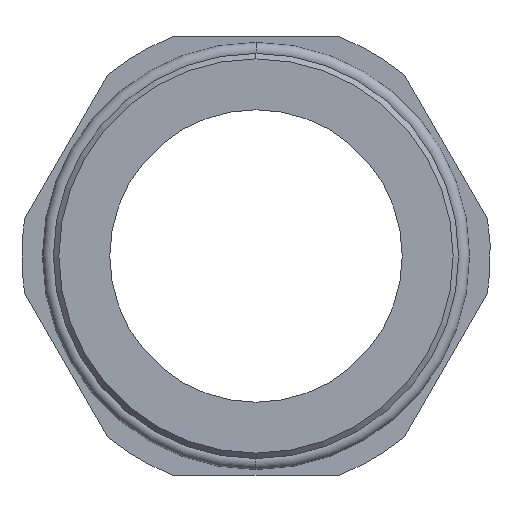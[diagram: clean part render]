
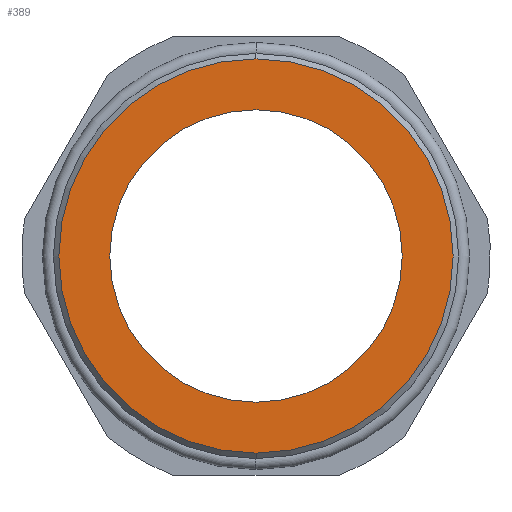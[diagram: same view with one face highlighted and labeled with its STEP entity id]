
A CAD part, front view. The second image highlights one B-rep face of the part: STEP entity #389.
In plain terms, the highlighted planar face has unit normal (0, -1, 0).
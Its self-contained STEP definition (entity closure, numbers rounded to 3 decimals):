
#48 = FACE_OUTER_BOUND ( 'NONE', #130, .T. ) ;
#60 = AXIS2_PLACEMENT_3D ( 'NONE', #796, #797, #798 ) ;
#62 = FACE_BOUND ( 'NONE', #131, .T. ) ;
#130 = EDGE_LOOP ( 'NONE', ( #272, #274 ) ) ;
#131 = EDGE_LOOP ( 'NONE', ( #271, #276 ) ) ;
#174 = CARTESIAN_POINT ( 'NONE',  ( 0., -13., 0. ) ) ;
#178 = DIRECTION ( 'NONE',  ( 0., -1., 0. ) ) ;
#179 = DIRECTION ( 'NONE',  ( 0., 0., -1. ) ) ;
#183 = CARTESIAN_POINT ( 'NONE',  ( 0., -13., 0. ) ) ;
#190 = DIRECTION ( 'NONE',  ( 0., 1., 0. ) ) ;
#191 = DIRECTION ( 'NONE',  ( 0., 0., 1. ) ) ;
#231 = EDGE_CURVE ( 'NONE', #989, #990, #403, .T. ) ;
#232 = EDGE_CURVE ( 'NONE', #988, #983, #404, .T. ) ;
#271 = ORIENTED_EDGE ( 'NONE', *, *, #232, .T. ) ;
#272 = ORIENTED_EDGE ( 'NONE', *, *, #231, .T. ) ;
#274 = ORIENTED_EDGE ( 'NONE', *, *, #368, .T. ) ;
#276 = ORIENTED_EDGE ( 'NONE', *, *, #372, .T. ) ;
#368 = EDGE_CURVE ( 'NONE', #990, #989, #429, .T. ) ;
#372 = EDGE_CURVE ( 'NONE', #983, #988, #431, .T. ) ;
#389 = ADVANCED_FACE ( 'NONE', ( #48, #62 ), #795, .T. ) ;
#403 = CIRCLE ( 'NONE', #666, 18. ) ;
#404 = CIRCLE ( 'NONE', #664, 13.35 ) ;
#429 = CIRCLE ( 'NONE', #630, 18. ) ;
#431 = CIRCLE ( 'NONE', #625, 13.35 ) ;
#498 = CARTESIAN_POINT ( 'NONE',  ( 0., -13., 0. ) ) ;
#499 = DIRECTION ( 'NONE',  ( 0., -1., 0. ) ) ;
#500 = DIRECTION ( 'NONE',  ( 0., 0., -1. ) ) ;
#501 = CARTESIAN_POINT ( 'NONE',  ( 0., -13., 0. ) ) ;
#502 = DIRECTION ( 'NONE',  ( 0., 1., 0. ) ) ;
#503 = DIRECTION ( 'NONE',  ( 0., 0., 1. ) ) ;
#625 = AXIS2_PLACEMENT_3D ( 'NONE', #183, #190, #191 ) ;
#630 = AXIS2_PLACEMENT_3D ( 'NONE', #174, #178, #179 ) ;
#664 = AXIS2_PLACEMENT_3D ( 'NONE', #501, #502, #503 ) ;
#666 = AXIS2_PLACEMENT_3D ( 'NONE', #498, #499, #500 ) ;
#795 = PLANE ( 'NONE',  #60 ) ;
#796 = CARTESIAN_POINT ( 'NONE',  ( -18.5, -13., 0. ) ) ;
#797 = DIRECTION ( 'NONE',  ( 0., -1., 0. ) ) ;
#798 = DIRECTION ( 'NONE',  ( 0., 0., -1. ) ) ;
#870 = CARTESIAN_POINT ( 'NONE',  ( 0., -13., -13.35 ) ) ;
#875 = CARTESIAN_POINT ( 'NONE',  ( 0., -13., 13.35 ) ) ;
#876 = CARTESIAN_POINT ( 'NONE',  ( 0., -13., 18. ) ) ;
#877 = CARTESIAN_POINT ( 'NONE',  ( 0., -13., -18. ) ) ;
#983 = VERTEX_POINT ( 'NONE', #870 ) ;
#988 = VERTEX_POINT ( 'NONE', #875 ) ;
#989 = VERTEX_POINT ( 'NONE', #876 ) ;
#990 = VERTEX_POINT ( 'NONE', #877 ) ;
